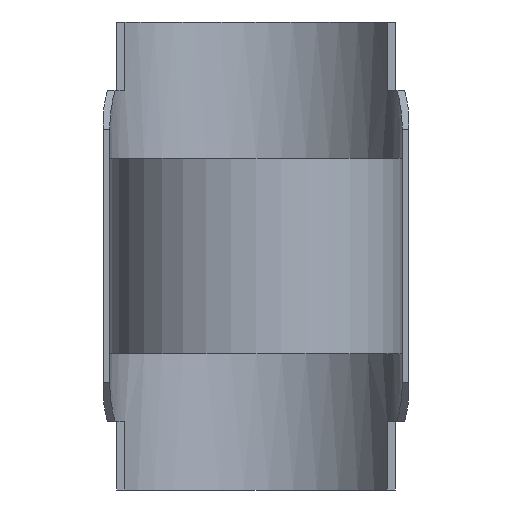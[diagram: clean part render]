
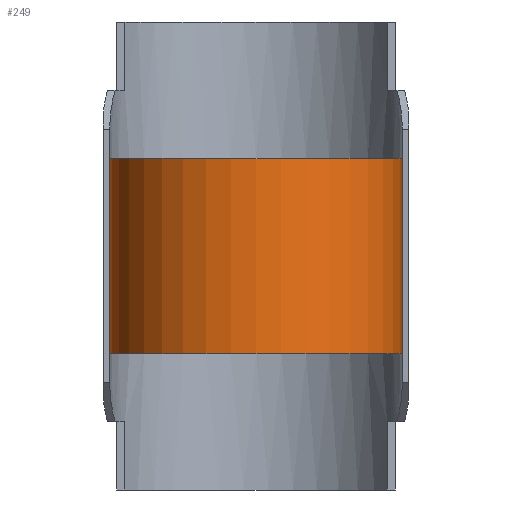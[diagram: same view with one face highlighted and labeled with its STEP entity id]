
A CAD part, front view. The second image highlights one B-rep face of the part: STEP entity #249.
In plain terms, the highlighted cylindrical face has radius 45 mm (diameter 90 mm), a partial arc.
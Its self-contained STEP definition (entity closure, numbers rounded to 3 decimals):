
#249 = ADVANCED_FACE( '', ( #621 ), #622, .T. );
#331 = VERTEX_POINT( '', #712 );
#385 = EDGE_CURVE( '', #465, #505, #779, .T. );
#399 = VERTEX_POINT( '', #794 );
#407 = EDGE_CURVE( '', #399, #331, #803, .T. );
#415 = EDGE_CURVE( '', #505, #399, #813, .T. );
#465 = VERTEX_POINT( '', #868 );
#487 = EDGE_CURVE( '', #465, #331, #892, .T. );
#505 = VERTEX_POINT( '', #911 );
#621 = FACE_OUTER_BOUND( '', #1075, .T. );
#622 = CYLINDRICAL_SURFACE( '', #1076, 45. );
#712 = CARTESIAN_POINT( '', ( 45., 0., 30. ) );
#779 = LINE( '', #1311, #1312 );
#794 = CARTESIAN_POINT( '', ( 45., 0., -30. ) );
#803 = LINE( '', #1345, #1346 );
#813 = CIRCLE( '', #1358, 45. );
#868 = CARTESIAN_POINT( '', ( -45., 0., 30. ) );
#892 = CIRCLE( '', #1466, 45. );
#911 = CARTESIAN_POINT( '', ( -45., 0., -30. ) );
#1075 = EDGE_LOOP( '', ( #1670, #1671, #1672, #1673 ) );
#1076 = AXIS2_PLACEMENT_3D( '', #1674, #1675, #1676 );
#1311 = CARTESIAN_POINT( '', ( -45., 0., 0. ) );
#1312 = VECTOR( '', #1896, 1. );
#1345 = CARTESIAN_POINT( '', ( 45., 0., 0. ) );
#1346 = VECTOR( '', #1923, 1. );
#1358 = AXIS2_PLACEMENT_3D( '', #1944, #1945, #1946 );
#1466 = AXIS2_PLACEMENT_3D( '', #2022, #2023, #2024 );
#1670 = ORIENTED_EDGE( '', *, *, #407, .T. );
#1671 = ORIENTED_EDGE( '', *, *, #487, .F. );
#1672 = ORIENTED_EDGE( '', *, *, #385, .T. );
#1673 = ORIENTED_EDGE( '', *, *, #415, .T. );
#1674 = CARTESIAN_POINT( '', ( 0., 0., 30. ) );
#1675 = DIRECTION( '', ( 0., 0., 1. ) );
#1676 = DIRECTION( '', ( 1., 0., 0. ) );
#1896 = DIRECTION( '', ( 0., 0., -1. ) );
#1923 = DIRECTION( '', ( 0., 0., 1. ) );
#1944 = CARTESIAN_POINT( '', ( 0., 0., -30. ) );
#1945 = DIRECTION( '', ( 0., 0., 1. ) );
#1946 = DIRECTION( '', ( 1., 0., 0. ) );
#2022 = CARTESIAN_POINT( '', ( 0., 0., 30. ) );
#2023 = DIRECTION( '', ( 0., 0., 1. ) );
#2024 = DIRECTION( '', ( 1., 0., 0. ) );
